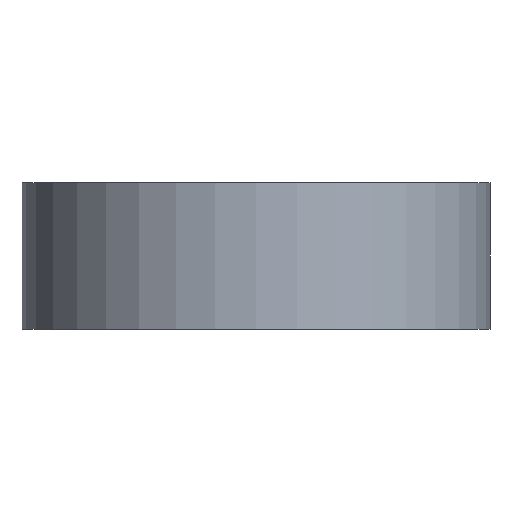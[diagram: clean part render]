
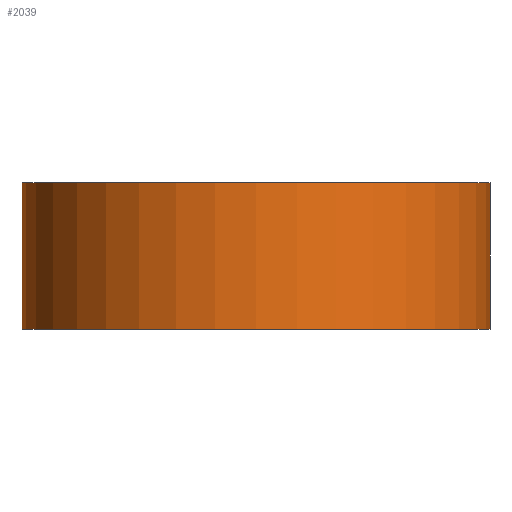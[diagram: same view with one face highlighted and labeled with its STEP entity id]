
A CAD part, front view. The second image highlights one B-rep face of the part: STEP entity #2039.
In plain terms, the highlighted cylindrical face has radius 8 mm (diameter 16 mm), a full revolution.
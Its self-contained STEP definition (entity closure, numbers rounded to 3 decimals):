
#1989=CARTESIAN_POINT('',(0.,0.,5.));
#1990=DIRECTION('',(0.,0.,-1.));
#1991=DIRECTION('',(-1.,0.,0.));
#1992=AXIS2_PLACEMENT_3D('',#1989,#1990,#1991);
#1993=CYLINDRICAL_SURFACE('',#1992,8.);
#1994=CARTESIAN_POINT('',(-8.,0.,0.));
#1995=VERTEX_POINT('',#1994);
#1996=CARTESIAN_POINT('',(-8.,0.,5.));
#1997=VERTEX_POINT('',#1996);
#1998=CARTESIAN_POINT('',(-8.,0.,0.));
#1999=DIRECTION('',(-0.,-0.,1.));
#2000=VECTOR('',#1999,5.);
#2001=LINE('',#1998,#2000);
#2002=EDGE_CURVE('',#1995,#1997,#2001,.T.);
#2003=ORIENTED_EDGE('',*,*,#2002,.T.);
#2004=CARTESIAN_POINT('',(8.,-0.,5.));
#2005=VERTEX_POINT('',#2004);
#2006=CARTESIAN_POINT('',(0.,0.,5.));
#2007=DIRECTION('',(0.,0.,1.));
#2008=DIRECTION('',(1.,0.,-0.));
#2009=AXIS2_PLACEMENT_3D('',#2006,#2007,#2008);
#2010=CIRCLE('',#2009,8.);
#2011=EDGE_CURVE('',#2005,#1997,#2010,.T.);
#2012=ORIENTED_EDGE('',*,*,#2011,.F.);
#2013=CARTESIAN_POINT('',(0.,0.,5.));
#2014=DIRECTION('',(0.,0.,1.));
#2015=DIRECTION('',(1.,0.,-0.));
#2016=AXIS2_PLACEMENT_3D('',#2013,#2014,#2015);
#2017=CIRCLE('',#2016,8.);
#2018=EDGE_CURVE('',#1997,#2005,#2017,.T.);
#2019=ORIENTED_EDGE('',*,*,#2018,.F.);
#2020=ORIENTED_EDGE('',*,*,#2002,.F.);
#2021=CARTESIAN_POINT('',(8.,-0.,0.));
#2022=VERTEX_POINT('',#2021);
#2023=CARTESIAN_POINT('',(0.,0.,0.));
#2024=DIRECTION('',(0.,0.,1.));
#2025=DIRECTION('',(1.,0.,-0.));
#2026=AXIS2_PLACEMENT_3D('',#2023,#2024,#2025);
#2027=CIRCLE('',#2026,8.);
#2028=EDGE_CURVE('',#1995,#2022,#2027,.T.);
#2029=ORIENTED_EDGE('',*,*,#2028,.T.);
#2030=CARTESIAN_POINT('',(0.,0.,0.));
#2031=DIRECTION('',(0.,0.,1.));
#2032=DIRECTION('',(1.,0.,-0.));
#2033=AXIS2_PLACEMENT_3D('',#2030,#2031,#2032);
#2034=CIRCLE('',#2033,8.);
#2035=EDGE_CURVE('',#2022,#1995,#2034,.T.);
#2036=ORIENTED_EDGE('',*,*,#2035,.T.);
#2037=EDGE_LOOP('',(#2003,#2012,#2019,#2020,#2029,#2036));
#2038=FACE_BOUND('',#2037,.T.);
#2039=ADVANCED_FACE('',(#2038),#1993,.T.);
